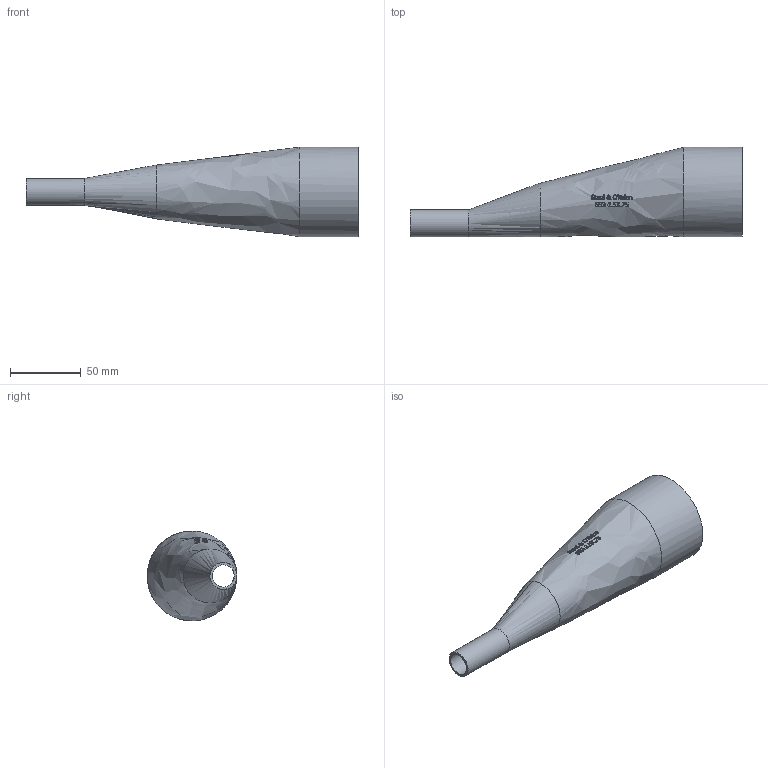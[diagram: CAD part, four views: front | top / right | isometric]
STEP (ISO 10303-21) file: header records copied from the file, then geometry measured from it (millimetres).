
FILE_DESCRIPTION(/* description */ (''),/* implementation_level */ '2;1');
FILE_NAME(/* name */ 'S32-25X.75.stp',/* time_stamp */ '2018-11-28T11:57:58-05:00',/* author */ ('rick'),/* organization */ (''),/* preprocessor_version */ 'ST-DEVELOPER v15.2',/* originating_system */ 'Autodesk Inventor 2014',/* authorisation */ '');
FILE_SCHEMA (('AUTOMOTIVE_DESIGN { 1 0 10303 214 3 1 1 }'));
Length unit declared in the file: inch
Products named in the file (1): S32-25X.75
Bounding box: 234.95 x 63.49 x 63.49 mm (x, y, z)
Volume: 49953.6 mm3; surface area: 61554.6 mm2
Topology: 1 solids, 1 shells, 405 faces, 1131 edges, 756 vertices
Faces by surface type: bspline 250, plane 151, cylinder 4
Full cylindrical faces by diameter (mm): 15.748 x1, 19.05 x1, 60.198 x1, 63.5 x1
Entity records: 16971 total; most frequent: CARTESIAN_POINT 8506, ORIENTED_EDGE 2246, EDGE_CURVE 1123, DIRECTION 888, VERTEX_POINT 752, B_SPLINE_CURVE_WITH_KNOTS 598, EDGE_LOOP 439, ADVANCED_FACE 405
